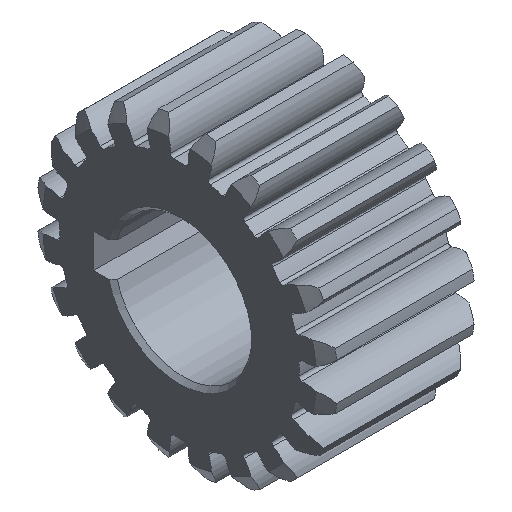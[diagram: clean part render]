
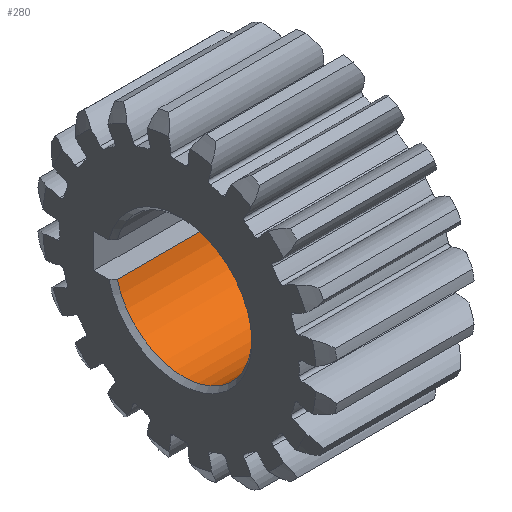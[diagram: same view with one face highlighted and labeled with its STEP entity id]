
A CAD part, isometric view. The second image highlights one B-rep face of the part: STEP entity #280.
In plain terms, the highlighted cylindrical face has radius 6.35 mm (diameter 12.7 mm), a partial arc.
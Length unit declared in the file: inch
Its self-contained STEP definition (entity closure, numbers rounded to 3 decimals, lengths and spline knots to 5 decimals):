
#207=CARTESIAN_POINT('',(0.275,-0.25,0.));
#208=VERTEX_POINT('',#207);
#224=CARTESIAN_POINT('',(0.275,0.24206,-0.0625));
#225=VERTEX_POINT('',#224);
#239=CARTESIAN_POINT('',(0.275,0.0,0.0));
#240=DIRECTION('',(-1.0,0.0,0.0));
#241=DIRECTION('',(0.0,1.0,0.0));
#242=AXIS2_PLACEMENT_3D('',#239,#240,#241);
#243=CIRCLE('',#242,0.25);
#244=EDGE_CURVE('',#225,#208,#243,.T.);
#249=CARTESIAN_POINT('',(0.0,0.0,0.0));
#250=DIRECTION('',(1.0,0.0,0.0));
#251=DIRECTION('',(0.0,1.0,0.0));
#252=AXIS2_PLACEMENT_3D('',#249,#250,#251);
#253=CYLINDRICAL_SURFACE('',#252,0.25);
#254=CARTESIAN_POINT('',(-0.265,-0.25,0.));
#255=VERTEX_POINT('',#254);
#256=CARTESIAN_POINT('',(0.275,-0.25,0.));
#257=DIRECTION('',(-1.0,0.0,0.0));
#258=VECTOR('',#257,0.54);
#259=LINE('',#256,#258);
#260=EDGE_CURVE('',#208,#255,#259,.T.);
#261=ORIENTED_EDGE('',*,*,#260,.F.);
#262=ORIENTED_EDGE('',*,*,#244,.F.);
#263=CARTESIAN_POINT('',(-0.265,0.24206,-0.0625));
#264=VERTEX_POINT('',#263);
#265=CARTESIAN_POINT('',(0.275,0.24206,-0.0625));
#266=DIRECTION('',(-1.0,0.0,0.0));
#267=VECTOR('',#266,0.54);
#268=LINE('',#265,#267);
#269=EDGE_CURVE('',#225,#264,#268,.T.);
#270=ORIENTED_EDGE('',*,*,#269,.T.);
#271=CARTESIAN_POINT('',(-0.265,0.0,0.0));
#272=DIRECTION('',(1.0,0.0,0.0));
#273=DIRECTION('',(0.0,-1.0,0.0));
#274=AXIS2_PLACEMENT_3D('',#271,#272,#273);
#275=CIRCLE('',#274,0.25);
#276=EDGE_CURVE('',#255,#264,#275,.T.);
#277=ORIENTED_EDGE('',*,*,#276,.F.);
#278=EDGE_LOOP('',(#261,#262,#270,#277));
#279=FACE_OUTER_BOUND('',#278,.T.);
#280=ADVANCED_FACE('',(#279),#253,.F.);
